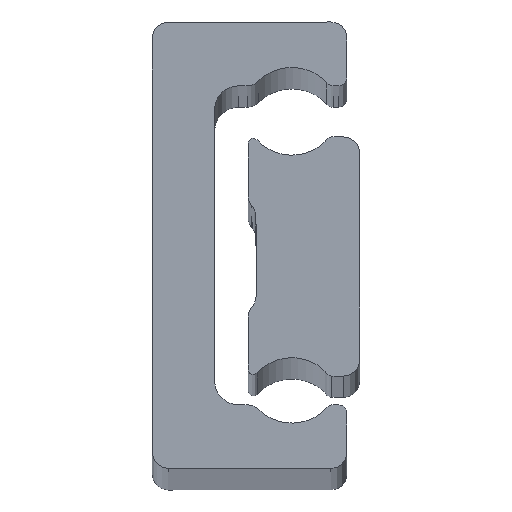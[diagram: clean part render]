
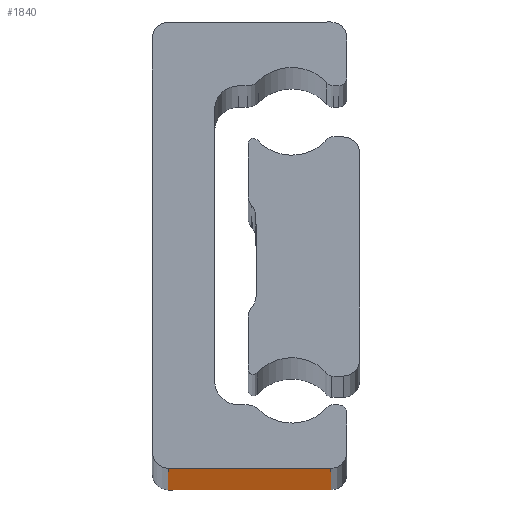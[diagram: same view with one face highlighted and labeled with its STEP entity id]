
A CAD part, top view. The second image highlights one B-rep face of the part: STEP entity #1840.
In plain terms, the highlighted planar face has unit normal (0, -1, 0).
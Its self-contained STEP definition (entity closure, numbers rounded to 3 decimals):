
#6 = CARTESIAN_POINT ( 'NONE',  ( 1., -14., 0. ) ) ;
#11 = LINE ( 'NONE', #728, #267 ) ;
#228 = ORIENTED_EDGE ( 'NONE', *, *, #2610, .T. ) ;
#244 = VERTEX_POINT ( 'NONE', #2954 ) ;
#267 = VECTOR ( 'NONE', #708, 1000. ) ;
#494 = AXIS2_PLACEMENT_3D ( 'NONE', #2704, #1295, #3989 ) ;
#511 = CARTESIAN_POINT ( 'NONE',  ( 1., -14., -770. ) ) ;
#708 = DIRECTION ( 'NONE',  ( 0., 0., 1. ) ) ;
#728 = CARTESIAN_POINT ( 'NONE',  ( 1., -14., -770. ) ) ;
#855 = VERTEX_POINT ( 'NONE', #876 ) ;
#876 = CARTESIAN_POINT ( 'NONE',  ( 11.2, -14., 0. ) ) ;
#877 = LINE ( 'NONE', #2325, #3193 ) ;
#1295 = DIRECTION ( 'NONE',  ( 0., -1., 0. ) ) ;
#1420 = VECTOR ( 'NONE', #1550, 1000. ) ;
#1517 = ORIENTED_EDGE ( 'NONE', *, *, #2418, .F. ) ;
#1550 = DIRECTION ( 'NONE',  ( 1., 0., 0. ) ) ;
#1593 = LINE ( 'NONE', #511, #1420 ) ;
#1673 = FACE_OUTER_BOUND ( 'NONE', #2665, .T. ) ;
#1697 = DIRECTION ( 'NONE',  ( 0., 0., 1. ) ) ;
#1840 = ADVANCED_FACE ( 'NONE', ( #1673 ), #3059, .T. ) ;
#1945 = DIRECTION ( 'NONE',  ( 1., 0., 0. ) ) ;
#2115 = CARTESIAN_POINT ( 'NONE',  ( 11.2, -14., -770. ) ) ;
#2325 = CARTESIAN_POINT ( 'NONE',  ( 1., -14., 0. ) ) ;
#2418 = EDGE_CURVE ( 'NONE', #244, #3066, #11, .T. ) ;
#2595 = VECTOR ( 'NONE', #1697, 1000. ) ;
#2610 = EDGE_CURVE ( 'NONE', #3187, #855, #3123, .T. ) ;
#2665 = EDGE_LOOP ( 'NONE', ( #2922, #1517, #4054, #228 ) ) ;
#2704 = CARTESIAN_POINT ( 'NONE',  ( 1., -14., -770. ) ) ;
#2922 = ORIENTED_EDGE ( 'NONE', *, *, #3083, .F. ) ;
#2954 = CARTESIAN_POINT ( 'NONE',  ( 1., -14., -770. ) ) ;
#3059 = PLANE ( 'NONE',  #494 ) ;
#3066 = VERTEX_POINT ( 'NONE', #6 ) ;
#3083 = EDGE_CURVE ( 'NONE', #3066, #855, #877, .T. ) ;
#3123 = LINE ( 'NONE', #2115, #2595 ) ;
#3187 = VERTEX_POINT ( 'NONE', #4355 ) ;
#3193 = VECTOR ( 'NONE', #1945, 1000. ) ;
#3989 = DIRECTION ( 'NONE',  ( 1., 0., 0. ) ) ;
#4054 = ORIENTED_EDGE ( 'NONE', *, *, #4465, .T. ) ;
#4355 = CARTESIAN_POINT ( 'NONE',  ( 11.2, -14., -770. ) ) ;
#4465 = EDGE_CURVE ( 'NONE', #244, #3187, #1593, .T. ) ;
